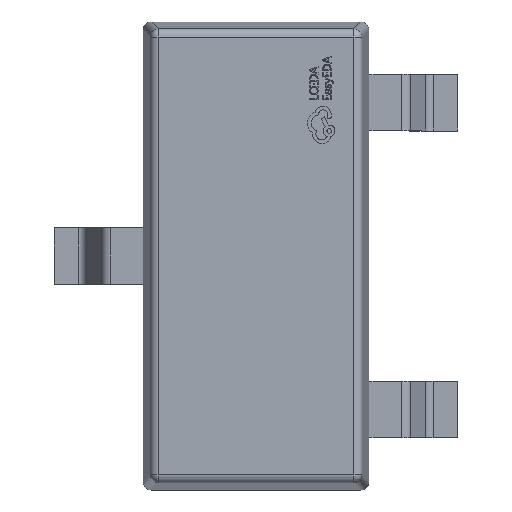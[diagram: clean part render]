
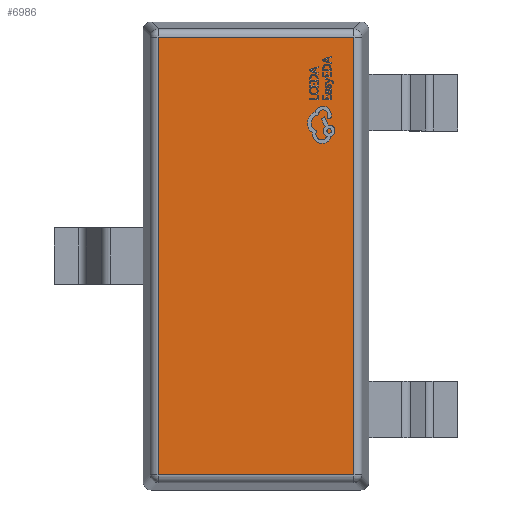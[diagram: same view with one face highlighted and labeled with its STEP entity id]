
A CAD part, top view. The second image highlights one B-rep face of the part: STEP entity #6986.
In plain terms, the highlighted planar face has unit normal (0, 0, 1).
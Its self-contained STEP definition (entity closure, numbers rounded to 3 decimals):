
#266 = DIRECTION ( 'NONE',  ( 1., 0., 0. ) ) ;
#1427 = ORIENTED_EDGE ( 'NONE', *, *, #13052, .T. ) ;
#1810 = FACE_OUTER_BOUND ( 'NONE', #8636, .T. ) ;
#1979 = LINE ( 'NONE', #7398, #2352 ) ;
#2352 = VECTOR ( 'NONE', #15242, 1000. ) ;
#4395 = VECTOR ( 'NONE', #5958, 1000. ) ;
#4574 = PLANE ( 'NONE',  #11051 ) ;
#5958 = DIRECTION ( 'NONE',  ( 0., 1., 0. ) ) ;
#6713 = EDGE_CURVE ( 'NONE', #12294, #15086, #11121, .T. ) ;
#6967 = ORIENTED_EDGE ( 'NONE', *, *, #12600, .T. ) ;
#6986 = ADVANCED_FACE ( 'NONE', ( #1810 ), #4574, .T. ) ;
#7398 = CARTESIAN_POINT ( 'NONE',  ( -0.606, -1.402, 0.55 ) ) ;
#7885 = ORIENTED_EDGE ( 'NONE', *, *, #6713, .T. ) ;
#8517 = ORIENTED_EDGE ( 'NONE', *, *, #15517, .T. ) ;
#8636 = EDGE_LOOP ( 'NONE', ( #7885, #8517, #1427, #6967 ) ) ;
#9356 = CARTESIAN_POINT ( 'NONE',  ( -0.606, -1.356, 0.55 ) ) ;
#9520 = CARTESIAN_POINT ( 'NONE',  ( 0.606, -1.356, 0.55 ) ) ;
#9964 = CARTESIAN_POINT ( 'NONE',  ( 0.652, -1.356, 0.55 ) ) ;
#10415 = CARTESIAN_POINT ( 'NONE',  ( 0., 0., 0.55 ) ) ;
#11051 = AXIS2_PLACEMENT_3D ( 'NONE', #10415, #12858, #11790 ) ;
#11121 = LINE ( 'NONE', #12386, #4395 ) ;
#11502 = CARTESIAN_POINT ( 'NONE',  ( -0.652, 1.356, 0.55 ) ) ;
#11588 = LINE ( 'NONE', #11502, #12340 ) ;
#11739 = LINE ( 'NONE', #9964, #12609 ) ;
#11790 = DIRECTION ( 'NONE',  ( 1., 0., 0. ) ) ;
#12294 = VERTEX_POINT ( 'NONE', #9520 ) ;
#12340 = VECTOR ( 'NONE', #13974, 1000. ) ;
#12386 = CARTESIAN_POINT ( 'NONE',  ( 0.606, 1.402, 0.55 ) ) ;
#12600 = EDGE_CURVE ( 'NONE', #14195, #12294, #11739, .T. ) ;
#12609 = VECTOR ( 'NONE', #266, 1000. ) ;
#12858 = DIRECTION ( 'NONE',  ( 0., 0., 1. ) ) ;
#13052 = EDGE_CURVE ( 'NONE', #15289, #14195, #1979, .T. ) ;
#13094 = CARTESIAN_POINT ( 'NONE',  ( -0.606, 1.356, 0.55 ) ) ;
#13974 = DIRECTION ( 'NONE',  ( -1., 0., 0. ) ) ;
#14195 = VERTEX_POINT ( 'NONE', #9356 ) ;
#14961 = CARTESIAN_POINT ( 'NONE',  ( 0.606, 1.356, 0.55 ) ) ;
#15086 = VERTEX_POINT ( 'NONE', #14961 ) ;
#15242 = DIRECTION ( 'NONE',  ( 0., -1., 0. ) ) ;
#15289 = VERTEX_POINT ( 'NONE', #13094 ) ;
#15517 = EDGE_CURVE ( 'NONE', #15086, #15289, #11588, .T. ) ;
